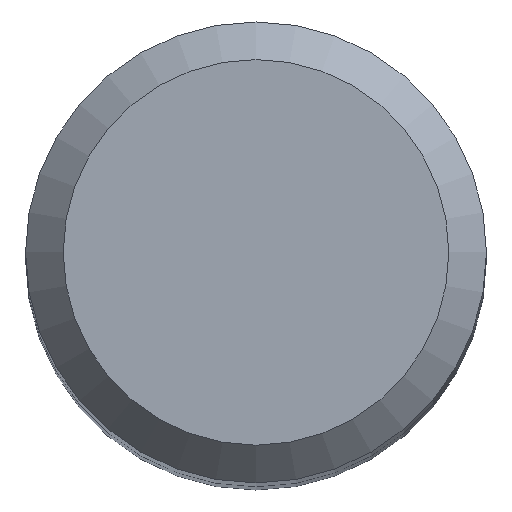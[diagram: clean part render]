
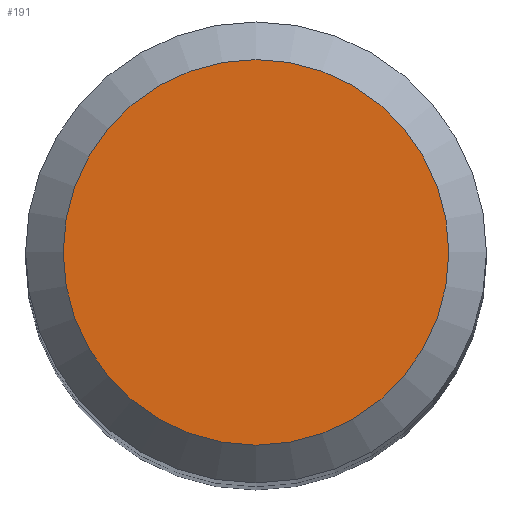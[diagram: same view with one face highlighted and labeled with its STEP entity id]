
A CAD part, top view. The second image highlights one B-rep face of the part: STEP entity #191.
In plain terms, the highlighted planar face has unit normal (0, 0, 1).
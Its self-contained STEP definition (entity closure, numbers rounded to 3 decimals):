
#44 = CARTESIAN_POINT ( 'NONE',  ( 0., 0., 89. ) ) ;
#45 = DIRECTION ( 'NONE',  ( 0., 1., 0. ) ) ;
#52 = CIRCLE ( 'NONE', #171, 4.1 ) ;
#58 = ORIENTED_EDGE ( 'NONE', *, *, #164, .F. ) ;
#59 = PLANE ( 'NONE',  #181 ) ;
#64 = DIRECTION ( 'NONE',  ( 0., 1., 0. ) ) ;
#115 = DIRECTION ( 'NONE',  ( 0., 0., -1. ) ) ;
#124 = EDGE_LOOP ( 'NONE', ( #58 ) ) ;
#160 = DIRECTION ( 'NONE',  ( 0., 0., -1. ) ) ;
#164 = EDGE_CURVE ( 'NONE', #198, #198, #52, .T. ) ;
#171 = AXIS2_PLACEMENT_3D ( 'NONE', #173, #160, #45 ) ;
#173 = CARTESIAN_POINT ( 'NONE',  ( 0., 0., 89. ) ) ;
#175 = CARTESIAN_POINT ( 'NONE',  ( 0., 4.1, 89. ) ) ;
#181 = AXIS2_PLACEMENT_3D ( 'NONE', #44, #115, #64 ) ;
#186 = FACE_OUTER_BOUND ( 'NONE', #124, .T. ) ;
#191 = ADVANCED_FACE ( 'NONE', ( #186 ), #59, .F. ) ;
#198 = VERTEX_POINT ( 'NONE', #175 ) ;
